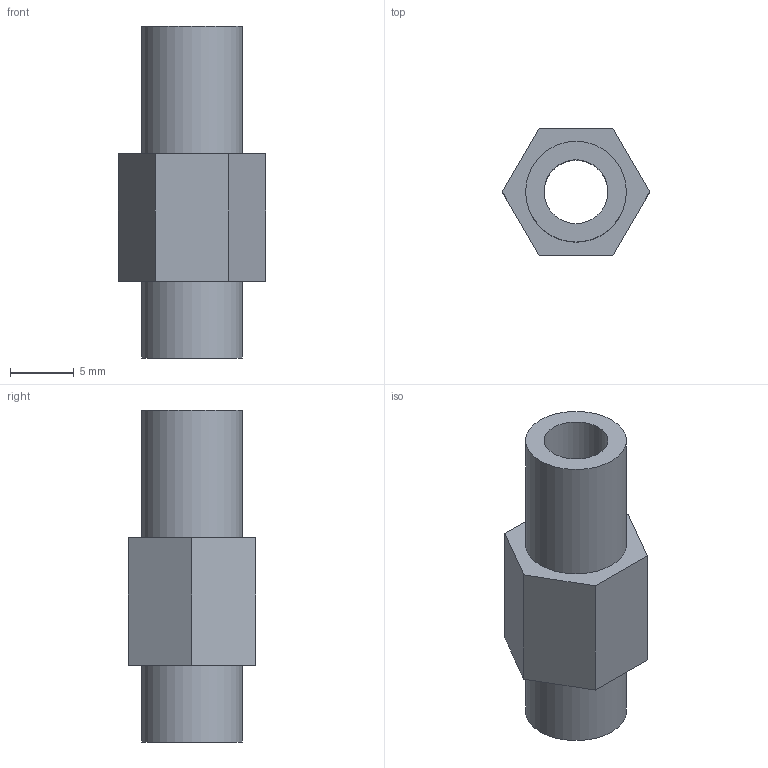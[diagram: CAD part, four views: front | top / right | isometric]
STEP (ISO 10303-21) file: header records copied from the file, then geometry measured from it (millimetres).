
FILE_DESCRIPTION(/* description */ (''),/* implementation_level */ '2;1');
FILE_NAME(/* name */ 'Raccord 2 v1.step',/* time_stamp */ '2024-03-02T17:18:43+01:00',/* author */ (''),/* organization */ (''),/* preprocessor_version */ 'ST-DEVELOPER v20',/* originating_system */ 'Autodesk Translation Framework v12.20.1.177',/* authorisation */ '');
FILE_SCHEMA (('AUTOMOTIVE_DESIGN { 1 0 10303 214 3 1 1 }'));
Length unit declared in the file: millimetre
Products named in the file (1): Raccord 2
Bounding box: 11.55 x 10 x 26 mm (x, y, z)
Volume: 1136.6 mm3; surface area: 1285 mm2
Topology: 1 solids, 1 shells, 13 faces, 27 edges, 18 vertices
Faces by surface type: plane 10, cylinder 3
Full cylindrical faces by diameter (mm): 5 x1, 7.884 x2
Entity records: 384 total; most frequent: DIRECTION 61, CARTESIAN_POINT 59, ORIENTED_EDGE 54, EDGE_CURVE 27, LINE 21, VECTOR 21, AXIS2_PLACEMENT_3D 20, VERTEX_POINT 18
